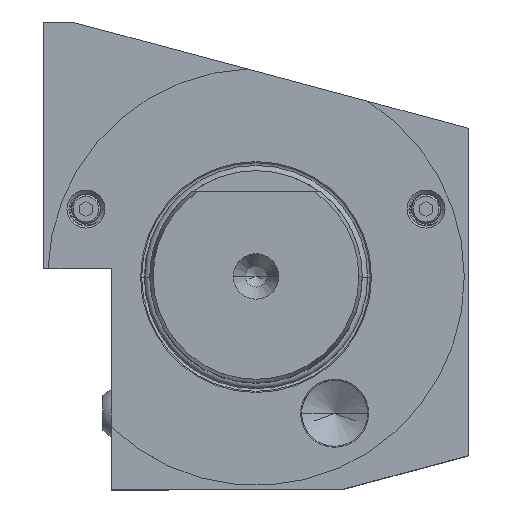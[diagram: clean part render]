
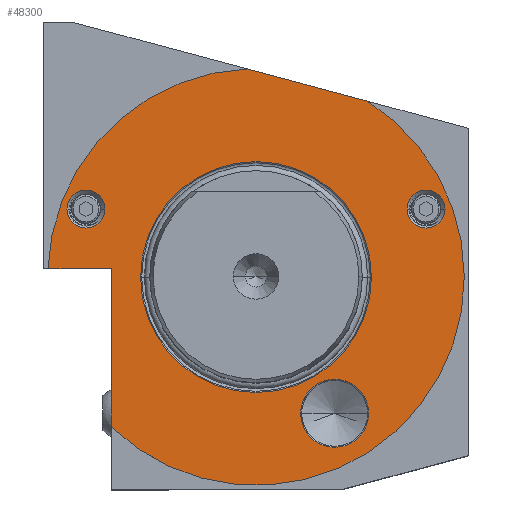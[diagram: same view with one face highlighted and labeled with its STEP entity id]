
A CAD part, top view. The second image highlights one B-rep face of the part: STEP entity #48300.
In plain terms, the highlighted planar face has unit normal (0, 0, 1).
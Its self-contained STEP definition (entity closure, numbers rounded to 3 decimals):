
#920 = CARTESIAN_POINT ( 'NONE',  ( -34., 2., -78. ) ) ;
#926 = CARTESIAN_POINT ( 'NONE',  ( -48.959, 2., -78. ) ) ;
#972 = CARTESIAN_POINT ( 'NONE',  ( -34., -35.285, -78. ) ) ;
#1212 = CARTESIAN_POINT ( 'NONE',  ( 40., 16., -78. ) ) ;
#1215 = DIRECTION ( 'NONE',  ( 0., 0., -1. ) ) ;
#1220 = DIRECTION ( 'NONE',  ( 1., 0., 0. ) ) ;
#1899 = DIRECTION ( 'NONE',  ( 1., 0., 0. ) ) ;
#1902 = DIRECTION ( 'NONE',  ( 0., 0., -1. ) ) ;
#1914 = CARTESIAN_POINT ( 'NONE',  ( -40., 16., -78. ) ) ;
#4044 = CARTESIAN_POINT ( 'NONE',  ( 0., 0., -78. ) ) ;
#4045 = DIRECTION ( 'NONE',  ( 0., 0., -1. ) ) ;
#4046 = DIRECTION ( 'NONE',  ( -1., 0., 0. ) ) ;
#4047 = DIRECTION ( 'NONE',  ( 0., 0., 1. ) ) ;
#4076 = CARTESIAN_POINT ( 'NONE',  ( 18.5, -32.043, -78. ) ) ;
#4078 = DIRECTION ( 'NONE',  ( 1., 0., 0. ) ) ;
#5116 = VERTEX_POINT ( 'NONE', #30740 ) ;
#5123 = VERTEX_POINT ( 'NONE', #30741 ) ;
#5145 = VERTEX_POINT ( 'NONE', #30816 ) ;
#5159 = VERTEX_POINT ( 'NONE', #30800 ) ;
#5321 = VERTEX_POINT ( 'NONE', #20898 ) ;
#5347 = VERTEX_POINT ( 'NONE', #20957 ) ;
#5404 = EDGE_LOOP ( 'NONE', ( #38670, #38661 ) ) ;
#17832 = CIRCLE ( 'NONE', #46913, 8. ) ;
#17833 = CIRCLE ( 'NONE', #46954, 27.15 ) ;
#17942 = CIRCLE ( 'NONE', #47065, 4.475 ) ;
#20898 = CARTESIAN_POINT ( 'NONE',  ( -35.525, 16., -78. ) ) ;
#20957 = CARTESIAN_POINT ( 'NONE',  ( -44.475, 16., -78. ) ) ;
#23654 = EDGE_LOOP ( 'NONE', ( #38688, #38706 ) ) ;
#23698 = EDGE_LOOP ( 'NONE', ( #38663, #38742, #38668, #38739, #38694 ) ) ;
#23704 = EDGE_LOOP ( 'NONE', ( #38767, #38685 ) ) ;
#23706 = EDGE_LOOP ( 'NONE', ( #38657, #38689 ) ) ;
#24165 = LINE ( 'NONE', #61173, #24188 ) ;
#24186 = CIRCLE ( 'NONE', #32815, 4.475 ) ;
#24188 = VECTOR ( 'NONE', #61205, 1000. ) ;
#24229 = CIRCLE ( 'NONE', #32839, 27.15 ) ;
#24280 = CIRCLE ( 'NONE', #32818, 4.475 ) ;
#24375 = LINE ( 'NONE', #61754, #24403 ) ;
#24403 = VECTOR ( 'NONE', #61765, 1000. ) ;
#24430 = CIRCLE ( 'NONE', #32874, 8. ) ;
#24442 = LINE ( 'NONE', #43940, #24488 ) ;
#24488 = VECTOR ( 'NONE', #43943, 1000. ) ;
#24501 = CIRCLE ( 'NONE', #32846, 49. ) ;
#24511 = CIRCLE ( 'NONE', #32847, 49. ) ;
#26472 = FACE_BOUND ( 'NONE', #5404, .T. ) ;
#26475 = FACE_BOUND ( 'NONE', #23654, .T. ) ;
#26478 = FACE_BOUND ( 'NONE', #23706, .T. ) ;
#26510 = FACE_BOUND ( 'NONE', #23704, .T. ) ;
#26549 = FACE_OUTER_BOUND ( 'NONE', #23698, .T. ) ;
#27226 = CIRCLE ( 'NONE', #32875, 4.475 ) ;
#30740 = CARTESIAN_POINT ( 'NONE',  ( 26.5, -32.043, -78. ) ) ;
#30741 = CARTESIAN_POINT ( 'NONE',  ( 27.15, 0., -78. ) ) ;
#30800 = CARTESIAN_POINT ( 'NONE',  ( -27.15, 0., -78. ) ) ;
#30816 = CARTESIAN_POINT ( 'NONE',  ( 10.5, -32.043, -78. ) ) ;
#32509 = EDGE_CURVE ( 'NONE', #38843, #38782, #24186, .T. ) ;
#32519 = EDGE_CURVE ( 'NONE', #5159, #5123, #24229, .T. ) ;
#32521 = EDGE_CURVE ( 'NONE', #39942, #39943, #24165, .T. ) ;
#32573 = EDGE_CURVE ( 'NONE', #5347, #5321, #24280, .T. ) ;
#32590 = EDGE_CURVE ( 'NONE', #39941, #39942, #24375, .T. ) ;
#32640 = EDGE_CURVE ( 'NONE', #5116, #5145, #24430, .T. ) ;
#32646 = EDGE_CURVE ( 'NONE', #39941, #39856, #24501, .T. ) ;
#32649 = EDGE_CURVE ( 'NONE', #39881, #39943, #24511, .T. ) ;
#32671 = EDGE_CURVE ( 'NONE', #39881, #39856, #24442, .T. ) ;
#32815 = AXIS2_PLACEMENT_3D ( 'NONE', #61032, #61118, #61131 ) ;
#32818 = AXIS2_PLACEMENT_3D ( 'NONE', #61596, #61599, #61590 ) ;
#32839 = AXIS2_PLACEMENT_3D ( 'NONE', #61199, #61149, #61176 ) ;
#32846 = AXIS2_PLACEMENT_3D ( 'NONE', #43795, #43789, #43791 ) ;
#32847 = AXIS2_PLACEMENT_3D ( 'NONE', #43797, #43798, #43800 ) ;
#32874 = AXIS2_PLACEMENT_3D ( 'NONE', #43818, #43811, #43819 ) ;
#32875 = AXIS2_PLACEMENT_3D ( 'NONE', #1212, #1215, #1220 ) ;
#38657 = ORIENTED_EDGE ( 'NONE', *, *, #32640, .F. ) ;
#38661 = ORIENTED_EDGE ( 'NONE', *, *, #32519, .T. ) ;
#38663 = ORIENTED_EDGE ( 'NONE', *, *, #32646, .F. ) ;
#38668 = ORIENTED_EDGE ( 'NONE', *, *, #32521, .T. ) ;
#38670 = ORIENTED_EDGE ( 'NONE', *, *, #55330, .T. ) ;
#38685 = ORIENTED_EDGE ( 'NONE', *, *, #32509, .T. ) ;
#38688 = ORIENTED_EDGE ( 'NONE', *, *, #55652, .T. ) ;
#38689 = ORIENTED_EDGE ( 'NONE', *, *, #55328, .F. ) ;
#38694 = ORIENTED_EDGE ( 'NONE', *, *, #32671, .T. ) ;
#38706 = ORIENTED_EDGE ( 'NONE', *, *, #32573, .T. ) ;
#38739 = ORIENTED_EDGE ( 'NONE', *, *, #32649, .F. ) ;
#38742 = ORIENTED_EDGE ( 'NONE', *, *, #32590, .T. ) ;
#38767 = ORIENTED_EDGE ( 'NONE', *, *, #44294, .T. ) ;
#38782 = VERTEX_POINT ( 'NONE', #46611 ) ;
#38843 = VERTEX_POINT ( 'NONE', #46989 ) ;
#39856 = VERTEX_POINT ( 'NONE', #47121 ) ;
#39881 = VERTEX_POINT ( 'NONE', #47117 ) ;
#39941 = VERTEX_POINT ( 'NONE', #926 ) ;
#39942 = VERTEX_POINT ( 'NONE', #920 ) ;
#39943 = VERTEX_POINT ( 'NONE', #972 ) ;
#43789 = DIRECTION ( 'NONE',  ( 0., 0., -1. ) ) ;
#43791 = DIRECTION ( 'NONE',  ( -1., 0., 0. ) ) ;
#43795 = CARTESIAN_POINT ( 'NONE',  ( 0., 0., -78. ) ) ;
#43797 = CARTESIAN_POINT ( 'NONE',  ( 0., 0., -78. ) ) ;
#43798 = DIRECTION ( 'NONE',  ( 0., 0., -1. ) ) ;
#43800 = DIRECTION ( 'NONE',  ( -1., 0., 0. ) ) ;
#43811 = DIRECTION ( 'NONE',  ( 0., 0., 1. ) ) ;
#43818 = CARTESIAN_POINT ( 'NONE',  ( 18.5, -32.043, -78. ) ) ;
#43819 = DIRECTION ( 'NONE',  ( 1., 0., 0. ) ) ;
#43940 = CARTESIAN_POINT ( 'NONE',  ( 5.312, 46.974, -78. ) ) ;
#43943 = DIRECTION ( 'NONE',  ( -0.966, 0.259, 0. ) ) ;
#44294 = EDGE_CURVE ( 'NONE', #38782, #38843, #27226, .T. ) ;
#46611 = CARTESIAN_POINT ( 'NONE',  ( 44.475, 16., -78. ) ) ;
#46913 = AXIS2_PLACEMENT_3D ( 'NONE', #4076, #4047, #4078 ) ;
#46954 = AXIS2_PLACEMENT_3D ( 'NONE', #4044, #4045, #4046 ) ;
#46989 = CARTESIAN_POINT ( 'NONE',  ( 35.525, 16., -78. ) ) ;
#47065 = AXIS2_PLACEMENT_3D ( 'NONE', #1914, #1902, #1899 ) ;
#47117 = CARTESIAN_POINT ( 'NONE',  ( 26.282, 41.355, -78. ) ) ;
#47121 = CARTESIAN_POINT ( 'NONE',  ( -2.083, 48.956, -78. ) ) ;
#47411 = AXIS2_PLACEMENT_3D ( 'NONE', #48278, #48331, #48341 ) ;
#48278 = CARTESIAN_POINT ( 'NONE',  ( 0., 27.15, -78. ) ) ;
#48300 = ADVANCED_FACE ( 'NONE', ( #26475, #26510, #26478, #26472, #26549 ), #48352, .T. ) ;
#48331 = DIRECTION ( 'NONE',  ( 0., 0., 1. ) ) ;
#48341 = DIRECTION ( 'NONE',  ( 1., 0., 0. ) ) ;
#48352 = PLANE ( 'NONE',  #47411 ) ;
#55328 = EDGE_CURVE ( 'NONE', #5145, #5116, #17832, .T. ) ;
#55330 = EDGE_CURVE ( 'NONE', #5123, #5159, #17833, .T. ) ;
#55652 = EDGE_CURVE ( 'NONE', #5321, #5347, #17942, .T. ) ;
#61032 = CARTESIAN_POINT ( 'NONE',  ( 40., 16., -78. ) ) ;
#61118 = DIRECTION ( 'NONE',  ( 0., 0., -1. ) ) ;
#61131 = DIRECTION ( 'NONE',  ( 1., 0., 0. ) ) ;
#61149 = DIRECTION ( 'NONE',  ( 0., 0., -1. ) ) ;
#61173 = CARTESIAN_POINT ( 'NONE',  ( -34., 27.15, -78. ) ) ;
#61176 = DIRECTION ( 'NONE',  ( -1., 0., 0. ) ) ;
#61199 = CARTESIAN_POINT ( 'NONE',  ( 0., 0., -78. ) ) ;
#61205 = DIRECTION ( 'NONE',  ( 0., -1., 0. ) ) ;
#61590 = DIRECTION ( 'NONE',  ( 1., 0., 0. ) ) ;
#61596 = CARTESIAN_POINT ( 'NONE',  ( -40., 16., -78. ) ) ;
#61599 = DIRECTION ( 'NONE',  ( 0., 0., -1. ) ) ;
#61754 = CARTESIAN_POINT ( 'NONE',  ( 0., 2., -78. ) ) ;
#61765 = DIRECTION ( 'NONE',  ( 1., 0., 0. ) ) ;
